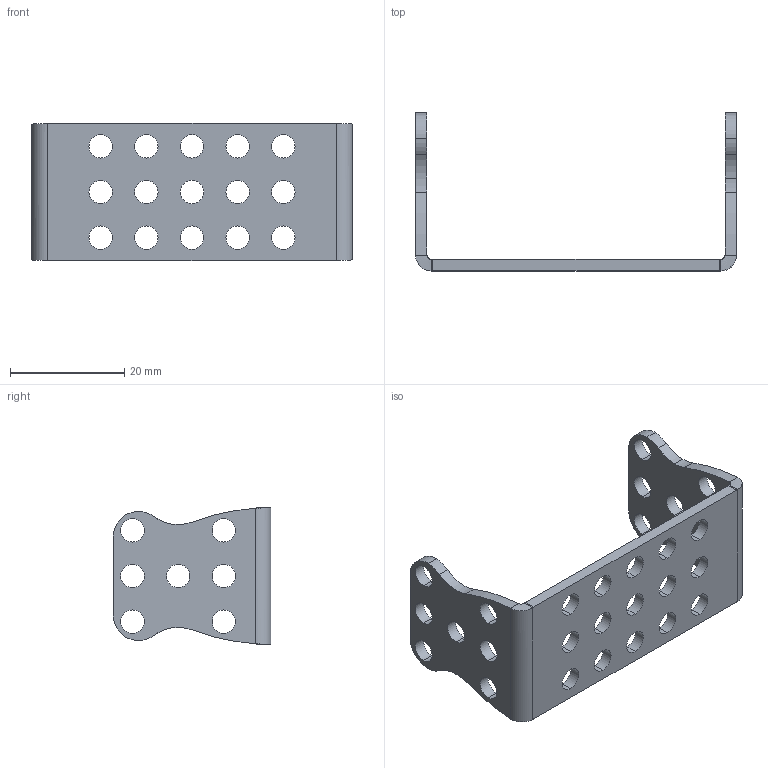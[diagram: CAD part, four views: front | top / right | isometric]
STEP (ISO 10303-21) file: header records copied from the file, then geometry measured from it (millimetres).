
FILE_DESCRIPTION (( 'STEP AP214' ), '1' );
FILE_NAME ('MEDS150 Servo Bracket嗆儂盓殤.step', '2016-10-28T07:03:59', ( 'dell' ), ( '' ), 'SwSTEP 2.0', 'SolidWorks 2013', '' );
FILE_SCHEMA (( 'AUTOMOTIVE_DESIGN' ));
Length unit declared in the file: millimetre
Products named in the file (1): MEDS150  Servo Bracket嗆儂盓殤
Bounding box: 56.2 x 27.65 x 24 mm (x, y, z)
Volume: 4003.8 mm3; surface area: 5256.6 mm2
Topology: 1 solids, 1 shells, 98 faces, 272 edges, 176 vertices
Faces by surface type: cylinder 84, plane 10, bspline 4
Entity records: 3478 total; most frequent: CARTESIAN_POINT 711, DIRECTION 606, ORIENTED_EDGE 544, EDGE_CURVE 272, AXIS2_PLACEMENT_3D 255, VERTEX_POINT 176, CIRCLE 160, EDGE_LOOP 156
